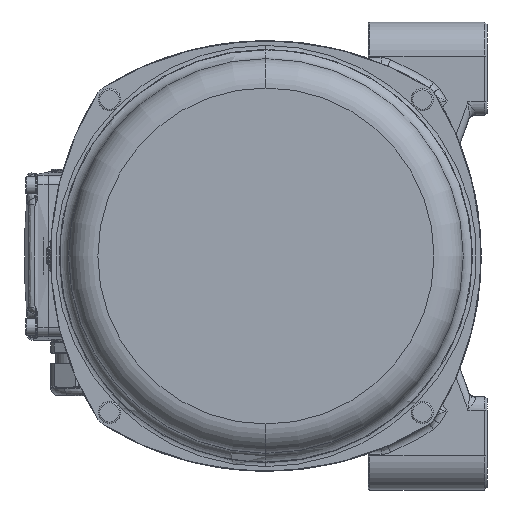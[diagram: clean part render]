
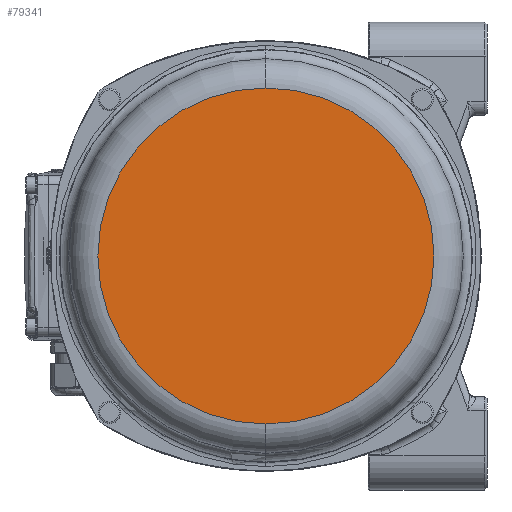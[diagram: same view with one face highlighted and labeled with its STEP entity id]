
A CAD part, left-side view. The second image highlights one B-rep face of the part: STEP entity #79341.
In plain terms, the highlighted planar face has unit normal (-1, 0, 0).
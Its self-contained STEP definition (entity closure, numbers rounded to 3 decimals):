
#3623 = EDGE_CURVE ( 'NONE', #77884, #18827, #59129, .T. ) ;
#12017 = CARTESIAN_POINT ( 'NONE',  ( -327.5, 0., -98.75 ) ) ;
#14238 = CARTESIAN_POINT ( 'NONE',  ( -327.5, 0., 98.75 ) ) ;
#16652 = ORIENTED_EDGE ( 'NONE', *, *, #3623, .F. ) ;
#18827 = VERTEX_POINT ( 'NONE', #12017 ) ;
#28980 = CARTESIAN_POINT ( 'NONE',  ( -327.5, -99.935, 99.935 ) ) ;
#31427 = DIRECTION ( 'NONE',  ( 0., 0., 1. ) ) ;
#37731 = AXIS2_PLACEMENT_3D ( 'NONE', #28980, #122536, #41746 ) ;
#40506 = CARTESIAN_POINT ( 'NONE',  ( -327.5, 0., 0. ) ) ;
#41746 = DIRECTION ( 'NONE',  ( 0., 0., -1. ) ) ;
#45609 = AXIS2_PLACEMENT_3D ( 'NONE', #40506, #63074, #52284 ) ;
#47961 = AXIS2_PLACEMENT_3D ( 'NONE', #66770, #148554, #31427 ) ;
#52284 = DIRECTION ( 'NONE',  ( 0., 0., 1. ) ) ;
#59129 = CIRCLE ( 'NONE', #47961, 98.75 ) ;
#63074 = DIRECTION ( 'NONE',  ( 1., 0., 0. ) ) ;
#66770 = CARTESIAN_POINT ( 'NONE',  ( -327.5, 0., 0. ) ) ;
#69111 = FACE_OUTER_BOUND ( 'NONE', #79932, .T. ) ;
#77884 = VERTEX_POINT ( 'NONE', #14238 ) ;
#79341 = ADVANCED_FACE ( 'NONE', ( #69111 ), #99042, .F. ) ;
#79932 = EDGE_LOOP ( 'NONE', ( #16652, #134311 ) ) ;
#99042 = PLANE ( 'NONE',  #37731 ) ;
#115047 = EDGE_CURVE ( 'NONE', #18827, #77884, #125176, .T. ) ;
#122536 = DIRECTION ( 'NONE',  ( 1., 0., 0. ) ) ;
#125176 = CIRCLE ( 'NONE', #45609, 98.75 ) ;
#134311 = ORIENTED_EDGE ( 'NONE', *, *, #115047, .F. ) ;
#148554 = DIRECTION ( 'NONE',  ( 1., 0., 0. ) ) ;
